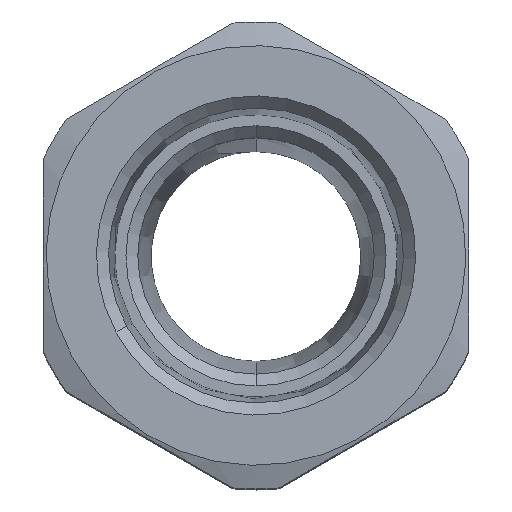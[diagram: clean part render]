
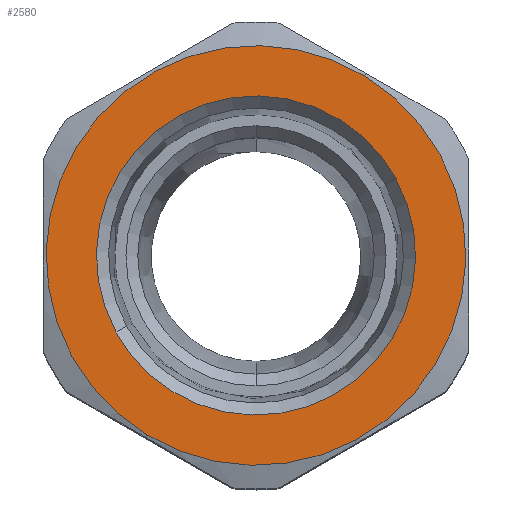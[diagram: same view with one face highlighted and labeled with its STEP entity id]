
A CAD part, top view. The second image highlights one B-rep face of the part: STEP entity #2580.
In plain terms, the highlighted planar face has unit normal (0, 0, 1).
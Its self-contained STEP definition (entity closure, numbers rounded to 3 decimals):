
#1617=AXIS2_PLACEMENT_3D('Circle Axis2P3D',#1615,#1616,$) ;
#2120=AXIS2_PLACEMENT_3D('Circle Axis2P3D',#2118,#2119,$) ;
#2556=AXIS2_PLACEMENT_3D('Plane Axis2P3D',#2553,#2554,#2555) ;
#2564=AXIS2_PLACEMENT_3D('Circle Axis2P3D',#2562,#2563,$) ;
#2573=AXIS2_PLACEMENT_3D('Circle Axis2P3D',#2571,#2572,$) ;
#1612=CARTESIAN_POINT('Vertex',(8.765,4.592,74.75)) ;
#1615=CARTESIAN_POINT('Axis2P3D Location',(18.,19.75,74.75)) ;
#1619=CARTESIAN_POINT('Vertex',(27.235,34.908,74.75)) ;
#2118=CARTESIAN_POINT('Axis2P3D Location',(18.,19.75,74.75)) ;
#2553=CARTESIAN_POINT('Axis2P3D Location',(18.,19.75,74.75)) ;
#2562=CARTESIAN_POINT('Axis2P3D Location',(18.,19.75,74.75)) ;
#2566=CARTESIAN_POINT('Vertex',(6.153,13.278,74.75)) ;
#2568=CARTESIAN_POINT('Vertex',(29.847,26.222,74.75)) ;
#2571=CARTESIAN_POINT('Axis2P3D Location',(18.,19.75,74.75)) ;
#1616=DIRECTION('Axis2P3D Direction',(0.,0.,-1.)) ;
#2119=DIRECTION('Axis2P3D Direction',(0.,0.,-1.)) ;
#2554=DIRECTION('Axis2P3D Direction',(0.,0.,-1.)) ;
#2555=DIRECTION('Axis2P3D XDirection',(0.,1.,0.)) ;
#2563=DIRECTION('Axis2P3D Direction',(0.,0.,-1.)) ;
#2572=DIRECTION('Axis2P3D Direction',(0.,0.,-1.)) ;
#2559=ORIENTED_EDGE('',*,*,#1621,.T.) ;
#2560=ORIENTED_EDGE('',*,*,#2122,.T.) ;
#2577=ORIENTED_EDGE('',*,*,#2570,.F.) ;
#2578=ORIENTED_EDGE('',*,*,#2575,.F.) ;
#2579=FACE_BOUND('',#2576,.T.) ;
#2580=ADVANCED_FACE('Body',(#2561,#2579),#2557,.F.) ;
#1618=CIRCLE('generated circle',#1617,17.75) ;
#2121=CIRCLE('generated circle',#2120,17.75) ;
#2565=CIRCLE('generated circle',#2564,13.5) ;
#2574=CIRCLE('generated circle',#2573,13.5) ;
#1621=EDGE_CURVE('',#1620,#1613,#1618,.F.) ;
#2122=EDGE_CURVE('',#1613,#1620,#2121,.F.) ;
#2570=EDGE_CURVE('',#2567,#2569,#2565,.F.) ;
#2575=EDGE_CURVE('',#2569,#2567,#2574,.F.) ;
#2558=EDGE_LOOP('',(#2559,#2560)) ;
#2576=EDGE_LOOP('',(#2577,#2578)) ;
#2561=FACE_OUTER_BOUND('',#2558,.T.) ;
#2557=PLANE('',#2556) ;
#1613=VERTEX_POINT('',#1612) ;
#1620=VERTEX_POINT('',#1619) ;
#2567=VERTEX_POINT('',#2566) ;
#2569=VERTEX_POINT('',#2568) ;
